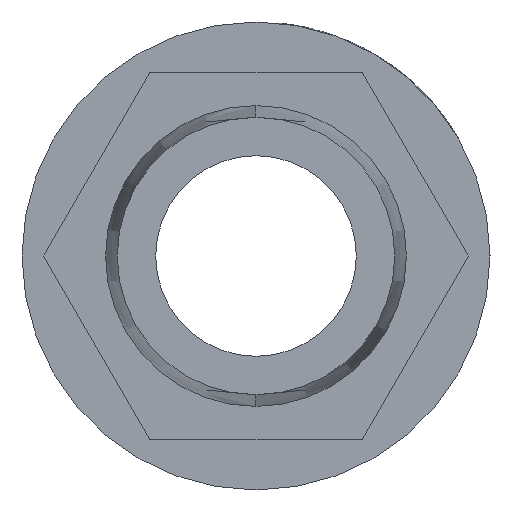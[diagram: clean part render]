
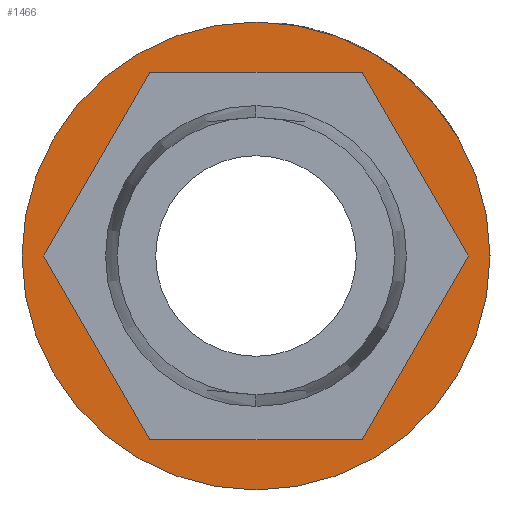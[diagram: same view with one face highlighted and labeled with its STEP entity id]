
A CAD part, left-side view. The second image highlights one B-rep face of the part: STEP entity #1466.
In plain terms, the highlighted planar face has unit normal (-1, 0, 0).
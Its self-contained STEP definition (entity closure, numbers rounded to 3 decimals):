
#70 = VECTOR ( 'NONE', #2170, 1000. ) ;
#107 = EDGE_CURVE ( 'NONE', #5072, #4102, #4566, .T. ) ;
#141 = EDGE_CURVE ( 'NONE', #5289, #430, #932, .T. ) ;
#250 = CIRCLE ( 'NONE', #1397, 7. ) ;
#420 = AXIS2_PLACEMENT_3D ( 'NONE', #795, #2773, #2321 ) ;
#430 = VERTEX_POINT ( 'NONE', #2455 ) ;
#458 = CARTESIAN_POINT ( 'NONE',  ( 13., 6.351, 0. ) ) ;
#522 = DIRECTION ( 'NONE',  ( 0., -0.5, -0.866 ) ) ;
#560 = ORIENTED_EDGE ( 'NONE', *, *, #4247, .T. ) ;
#624 = CARTESIAN_POINT ( 'NONE',  ( 13., 3.175, -5.5 ) ) ;
#655 = CARTESIAN_POINT ( 'NONE',  ( 13., 3.175, -5.5 ) ) ;
#672 = CARTESIAN_POINT ( 'NONE',  ( 13., 3.175, 5.5 ) ) ;
#757 = VERTEX_POINT ( 'NONE', #655 ) ;
#795 = CARTESIAN_POINT ( 'NONE',  ( 13., 0., 0. ) ) ;
#904 = LINE ( 'NONE', #4592, #1581 ) ;
#932 = LINE ( 'NONE', #4726, #2729 ) ;
#935 = LINE ( 'NONE', #2627, #4312 ) ;
#944 = ORIENTED_EDGE ( 'NONE', *, *, #107, .T. ) ;
#1029 = CARTESIAN_POINT ( 'NONE',  ( 13., 0., -7. ) ) ;
#1126 = LINE ( 'NONE', #624, #4237 ) ;
#1395 = VERTEX_POINT ( 'NONE', #3526 ) ;
#1397 = AXIS2_PLACEMENT_3D ( 'NONE', #1499, #4814, #5414 ) ;
#1403 = VERTEX_POINT ( 'NONE', #1771 ) ;
#1426 = EDGE_LOOP ( 'NONE', ( #4913, #4293 ) ) ;
#1430 = EDGE_CURVE ( 'NONE', #1403, #5072, #935, .T. ) ;
#1466 = ADVANCED_FACE ( 'NONE', ( #4557, #3765 ), #4050, .F. ) ;
#1499 = CARTESIAN_POINT ( 'NONE',  ( 13., 0., 0. ) ) ;
#1536 = EDGE_CURVE ( 'NONE', #2273, #1395, #250, .T. ) ;
#1581 = VECTOR ( 'NONE', #1631, 1000. ) ;
#1631 = DIRECTION ( 'NONE',  ( 0., 1., 0. ) ) ;
#1771 = CARTESIAN_POINT ( 'NONE',  ( 13., -3.175, 5.5 ) ) ;
#1783 = LINE ( 'NONE', #672, #70 ) ;
#1954 = DIRECTION ( 'NONE',  ( 0., 0.5, 0.866 ) ) ;
#2170 = DIRECTION ( 'NONE',  ( 0., -1., 0. ) ) ;
#2273 = VERTEX_POINT ( 'NONE', #1029 ) ;
#2275 = AXIS2_PLACEMENT_3D ( 'NONE', #5175, #3164, #2323 ) ;
#2283 = VECTOR ( 'NONE', #3671, 1000. ) ;
#2321 = DIRECTION ( 'NONE',  ( 0., 0., -1. ) ) ;
#2323 = DIRECTION ( 'NONE',  ( 0., 0., -1. ) ) ;
#2344 = EDGE_CURVE ( 'NONE', #1395, #2273, #2367, .T. ) ;
#2367 = CIRCLE ( 'NONE', #2275, 7. ) ;
#2455 = CARTESIAN_POINT ( 'NONE',  ( 13., 3.175, 5.5 ) ) ;
#2627 = CARTESIAN_POINT ( 'NONE',  ( 13., -3.175, 5.5 ) ) ;
#2729 = VECTOR ( 'NONE', #5147, 1000. ) ;
#2773 = DIRECTION ( 'NONE',  ( 1., 0., 0. ) ) ;
#3011 = ORIENTED_EDGE ( 'NONE', *, *, #3666, .T. ) ;
#3164 = DIRECTION ( 'NONE',  ( 1., 0., 0. ) ) ;
#3489 = ORIENTED_EDGE ( 'NONE', *, *, #4475, .T. ) ;
#3526 = CARTESIAN_POINT ( 'NONE',  ( 13., 0., 7. ) ) ;
#3666 = EDGE_CURVE ( 'NONE', #430, #1403, #1783, .T. ) ;
#3671 = DIRECTION ( 'NONE',  ( 0., 0.5, -0.866 ) ) ;
#3765 = FACE_BOUND ( 'NONE', #4466, .T. ) ;
#3935 = CARTESIAN_POINT ( 'NONE',  ( 13., -6.351, 0. ) ) ;
#4050 = PLANE ( 'NONE',  #420 ) ;
#4102 = VERTEX_POINT ( 'NONE', #4649 ) ;
#4225 = ORIENTED_EDGE ( 'NONE', *, *, #141, .T. ) ;
#4237 = VECTOR ( 'NONE', #1954, 1000. ) ;
#4247 = EDGE_CURVE ( 'NONE', #4102, #757, #904, .T. ) ;
#4293 = ORIENTED_EDGE ( 'NONE', *, *, #1536, .F. ) ;
#4312 = VECTOR ( 'NONE', #522, 1000. ) ;
#4466 = EDGE_LOOP ( 'NONE', ( #944, #560, #3489, #4225, #3011, #5312 ) ) ;
#4475 = EDGE_CURVE ( 'NONE', #757, #5289, #1126, .T. ) ;
#4542 = CARTESIAN_POINT ( 'NONE',  ( 13., -6.351, 0. ) ) ;
#4557 = FACE_OUTER_BOUND ( 'NONE', #1426, .T. ) ;
#4566 = LINE ( 'NONE', #4542, #2283 ) ;
#4592 = CARTESIAN_POINT ( 'NONE',  ( 13., -3.175, -5.5 ) ) ;
#4649 = CARTESIAN_POINT ( 'NONE',  ( 13., -3.175, -5.5 ) ) ;
#4726 = CARTESIAN_POINT ( 'NONE',  ( 13., 6.351, 0. ) ) ;
#4814 = DIRECTION ( 'NONE',  ( 1., 0., 0. ) ) ;
#4913 = ORIENTED_EDGE ( 'NONE', *, *, #2344, .F. ) ;
#5072 = VERTEX_POINT ( 'NONE', #3935 ) ;
#5147 = DIRECTION ( 'NONE',  ( 0., -0.5, 0.866 ) ) ;
#5175 = CARTESIAN_POINT ( 'NONE',  ( 13., 0., 0. ) ) ;
#5289 = VERTEX_POINT ( 'NONE', #458 ) ;
#5312 = ORIENTED_EDGE ( 'NONE', *, *, #1430, .T. ) ;
#5414 = DIRECTION ( 'NONE',  ( 0., 0., -1. ) ) ;
